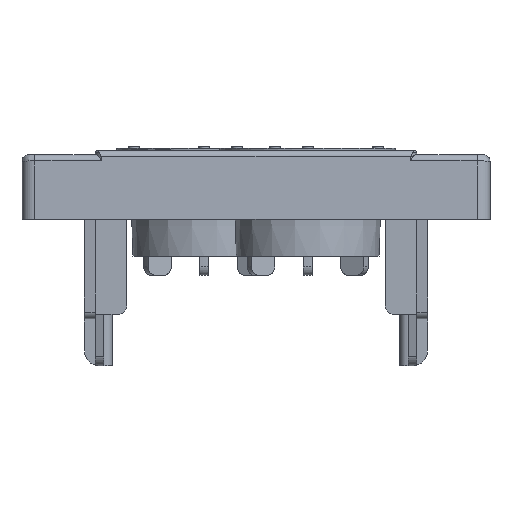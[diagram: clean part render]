
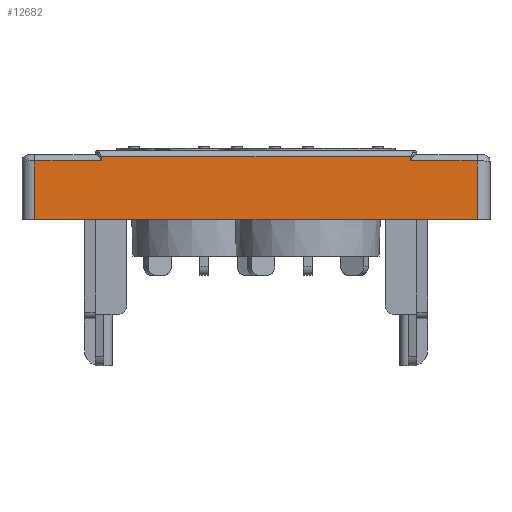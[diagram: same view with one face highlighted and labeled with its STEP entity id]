
A CAD part, front view. The second image highlights one B-rep face of the part: STEP entity #12682.
In plain terms, the highlighted planar face has unit normal (0, -0.999, 0.035).
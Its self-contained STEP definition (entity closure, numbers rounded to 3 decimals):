
#192=ELLIPSE('',#13340,85.961,3.);
#193=ELLIPSE('',#13343,85.961,3.);
#929=PLANE('',#13342);
#1401=FACE_OUTER_BOUND('',#2111,.T.);
#2111=EDGE_LOOP('',(#9573,#9574,#9575,#9576,#9577,#9578,#9579,#9580,#9581,
#9582,#9583,#9584));
#3000=LINE('',#19505,#4202);
#3005=LINE('',#19583,#4207);
#3006=LINE('',#19585,#4208);
#3007=LINE('',#19587,#4209);
#3008=LINE('',#19589,#4210);
#3009=LINE('',#19591,#4211);
#3010=LINE('',#19593,#4212);
#3011=LINE('',#19595,#4213);
#3012=LINE('',#19597,#4214);
#3013=LINE('',#19598,#4215);
#4202=VECTOR('',#14865,10.);
#4207=VECTOR('',#14896,10.);
#4208=VECTOR('',#14897,10.);
#4209=VECTOR('',#14898,10.);
#4210=VECTOR('',#14899,10.);
#4211=VECTOR('',#14900,10.);
#4212=VECTOR('',#14901,10.);
#4213=VECTOR('',#14902,10.);
#4214=VECTOR('',#14903,10.);
#4215=VECTOR('',#14904,10.);
#5614=VERTEX_POINT('',#19503);
#5615=VERTEX_POINT('',#19504);
#5622=VERTEX_POINT('',#19563);
#5624=VERTEX_POINT('',#19580);
#5625=VERTEX_POINT('',#19582);
#5626=VERTEX_POINT('',#19584);
#5627=VERTEX_POINT('',#19586);
#5628=VERTEX_POINT('',#19588);
#5629=VERTEX_POINT('',#19590);
#5630=VERTEX_POINT('',#19592);
#5631=VERTEX_POINT('',#19594);
#5632=VERTEX_POINT('',#19596);
#7073=EDGE_CURVE('',#5614,#5615,#3000,.T.);
#7086=EDGE_CURVE('',#5615,#5622,#192,.T.);
#7089=EDGE_CURVE('',#5624,#5614,#193,.T.);
#7090=EDGE_CURVE('',#5625,#5624,#3005,.T.);
#7091=EDGE_CURVE('',#5626,#5625,#3006,.T.);
#7092=EDGE_CURVE('',#5627,#5626,#3007,.T.);
#7093=EDGE_CURVE('',#5628,#5627,#3008,.T.);
#7094=EDGE_CURVE('',#5628,#5629,#3009,.T.);
#7095=EDGE_CURVE('',#5630,#5629,#3010,.T.);
#7096=EDGE_CURVE('',#5631,#5630,#3011,.T.);
#7097=EDGE_CURVE('',#5632,#5631,#3012,.T.);
#7098=EDGE_CURVE('',#5622,#5632,#3013,.T.);
#9573=ORIENTED_EDGE('',*,*,#7073,.F.);
#9574=ORIENTED_EDGE('',*,*,#7089,.F.);
#9575=ORIENTED_EDGE('',*,*,#7090,.F.);
#9576=ORIENTED_EDGE('',*,*,#7091,.F.);
#9577=ORIENTED_EDGE('',*,*,#7092,.F.);
#9578=ORIENTED_EDGE('',*,*,#7093,.F.);
#9579=ORIENTED_EDGE('',*,*,#7094,.T.);
#9580=ORIENTED_EDGE('',*,*,#7095,.F.);
#9581=ORIENTED_EDGE('',*,*,#7096,.F.);
#9582=ORIENTED_EDGE('',*,*,#7097,.F.);
#9583=ORIENTED_EDGE('',*,*,#7098,.F.);
#9584=ORIENTED_EDGE('',*,*,#7086,.F.);
#12682=ADVANCED_FACE('',(#1401),#929,.T.);
#13340=AXIS2_PLACEMENT_3D('',#19564,#14888,#14889);
#13342=AXIS2_PLACEMENT_3D('',#19579,#14892,#14893);
#13343=AXIS2_PLACEMENT_3D('',#19581,#14894,#14895);
#14865=DIRECTION('',(1.,0.,0.));
#14888=DIRECTION('center_axis',(0.,0.999,
-0.035));
#14889=DIRECTION('ref_axis',(0.,-0.035,-0.999));
#14892=DIRECTION('center_axis',(0.,-0.999,
0.035));
#14893=DIRECTION('ref_axis',(0.,-0.035,-0.999));
#14894=DIRECTION('center_axis',(0.,0.999,
-0.035));
#14895=DIRECTION('ref_axis',(0.,-0.035,-0.999));
#14896=DIRECTION('',(1.,0.,0.));
#14897=DIRECTION('',(0.,0.035,0.999));
#14898=DIRECTION('',(-1.,0.,0.));
#14899=DIRECTION('',(-1.,0.,0.));
#14900=DIRECTION('',(1.,0.,0.));
#14901=DIRECTION('',(-1.,0.,0.));
#14902=DIRECTION('',(-1.,0.,0.));
#14903=DIRECTION('',(0.,-0.035,-0.999));
#14904=DIRECTION('',(1.,0.,0.));
#19503=CARTESIAN_POINT('',(-35.971,-48.992,2.052));
#19504=CARTESIAN_POINT('',(35.971,-48.992,2.052));
#19505=CARTESIAN_POINT('',(-36.383,-48.992,2.052));
#19563=CARTESIAN_POINT('',(35.917,-49.027,1.052));
#19564=CARTESIAN_POINT('Origin',(34.3,-46.5,73.409));
#19579=CARTESIAN_POINT('Origin',(-54.3,-49.5,-12.5));
#19580=CARTESIAN_POINT('',(-35.917,-49.027,1.052));
#19581=CARTESIAN_POINT('Origin',(-34.3,-46.5,73.409));
#19582=CARTESIAN_POINT('',(-51.3,-49.027,1.052));
#19583=CARTESIAN_POINT('',(-40.411,-49.027,1.052));
#19584=CARTESIAN_POINT('',(-51.3,-49.5,-12.5));
#19585=CARTESIAN_POINT('',(-51.3,-49.232,-4.836));
#19586=CARTESIAN_POINT('',(-37.3,-49.5,-12.5));
#19587=CARTESIAN_POINT('',(-27.15,-49.5,-12.5));
#19588=CARTESIAN_POINT('',(-30.,-49.5,-12.5));
#19589=CARTESIAN_POINT('',(-27.15,-49.5,-12.5));
#19590=CARTESIAN_POINT('',(30.,-49.5,-12.5));
#19591=CARTESIAN_POINT('',(-30.,-49.5,-12.5));
#19592=CARTESIAN_POINT('',(37.3,-49.5,-12.5));
#19593=CARTESIAN_POINT('',(27.15,-49.5,-12.5));
#19594=CARTESIAN_POINT('',(51.3,-49.5,-12.5));
#19595=CARTESIAN_POINT('',(27.15,-49.5,-12.5));
#19596=CARTESIAN_POINT('',(51.3,-49.027,1.052));
#19597=CARTESIAN_POINT('',(51.3,-49.232,-4.836));
#19598=CARTESIAN_POINT('',(-13.889,-49.027,1.052));
